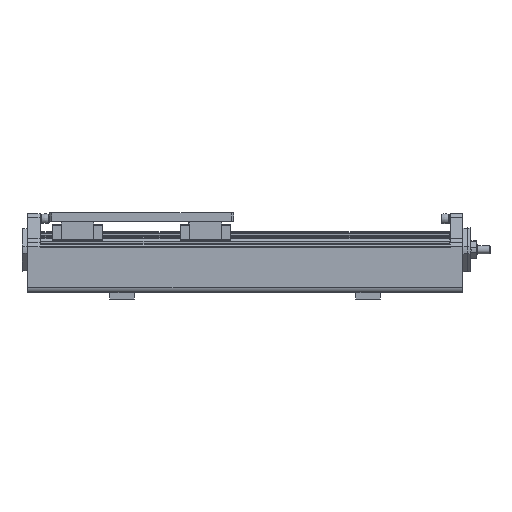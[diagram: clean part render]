
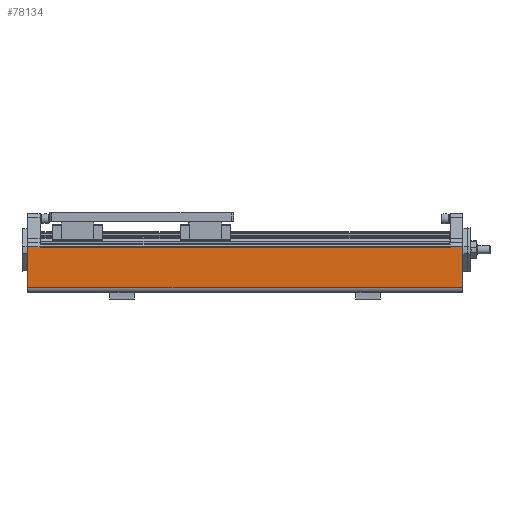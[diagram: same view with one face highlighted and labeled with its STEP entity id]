
A CAD part, left-side view. The second image highlights one B-rep face of the part: STEP entity #78134.
In plain terms, the highlighted planar face has unit normal (-1, 0, 0).
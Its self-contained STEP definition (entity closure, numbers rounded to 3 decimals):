
#4007=CARTESIAN_POINT('',(31.994,485.,90.532));
#4008=VERTEX_POINT('',#4007);
#4015=CARTESIAN_POINT('',(31.994,485.,40.532));
#4016=VERTEX_POINT('',#4015);
#4017=CARTESIAN_POINT('',(31.994,485.,40.532));
#4018=DIRECTION('',(0.0,0.0,1.0));
#4019=VECTOR('',#4018,50.);
#4020=LINE('',#4017,#4019);
#4021=EDGE_CURVE('',#4016,#4008,#4020,.T.);
#5663=CARTESIAN_POINT('',(31.994,1015.,90.532));
#5664=VERTEX_POINT('',#5663);
#5780=CARTESIAN_POINT('',(31.994,1015.,40.532));
#5781=VERTEX_POINT('',#5780);
#5789=CARTESIAN_POINT('',(31.994,1015.,90.532));
#5790=DIRECTION('',(0.0,0.0,-1.0));
#5791=VECTOR('',#5790,50.);
#5792=LINE('',#5789,#5791);
#5793=EDGE_CURVE('',#5664,#5781,#5792,.T.);
#6358=CARTESIAN_POINT('',(31.994,500.,89.732));
#6359=VERTEX_POINT('',#6358);
#6369=CARTESIAN_POINT('',(31.994,500.,90.532));
#6370=VERTEX_POINT('',#6369);
#6371=CARTESIAN_POINT('',(31.994,500.,90.532));
#6372=DIRECTION('',(0.,0.,-1.0));
#6373=VECTOR('',#6372,0.8);
#6374=LINE('',#6371,#6373);
#6375=EDGE_CURVE('',#6370,#6359,#6374,.T.);
#73103=CARTESIAN_POINT('',(31.994,1000.,89.732));
#73104=VERTEX_POINT('',#73103);
#73112=CARTESIAN_POINT('',(31.994,1000.,90.532));
#73113=VERTEX_POINT('',#73112);
#73120=CARTESIAN_POINT('',(31.994,1000.,89.732));
#73121=DIRECTION('',(0.,0.0,1.0));
#73122=VECTOR('',#73121,0.8);
#73123=LINE('',#73120,#73122);
#73124=EDGE_CURVE('',#73104,#73113,#73123,.T.);
#77151=CARTESIAN_POINT('',(31.994,500.,90.532));
#77152=DIRECTION('',(0.0,-1.0,0.0));
#77153=VECTOR('',#77152,15.0);
#77154=LINE('',#77151,#77153);
#77155=EDGE_CURVE('',#6370,#4008,#77154,.T.);
#77176=CARTESIAN_POINT('',(31.994,1015.,90.532));
#77177=DIRECTION('',(0.0,-1.0,0.0));
#77178=VECTOR('',#77177,15.0);
#77179=LINE('',#77176,#77178);
#77180=EDGE_CURVE('',#5664,#73113,#77179,.T.);
#77210=CARTESIAN_POINT('',(31.994,1000.,89.732));
#77211=DIRECTION('',(0.0,-1.0,0.0));
#77212=VECTOR('',#77211,500.0);
#77213=LINE('',#77210,#77212);
#77214=EDGE_CURVE('',#73104,#6359,#77213,.T.);
#78114=CARTESIAN_POINT('',(31.994,1002.5,34.532));
#78115=DIRECTION('',(-1.0,0.0,0.0));
#78116=DIRECTION('',(0.0,-1.0,0.0));
#78117=AXIS2_PLACEMENT_3D('',#78114,#78115,#78116);
#78118=PLANE('',#78117);
#78119=CARTESIAN_POINT('',(31.994,485.,40.532));
#78120=DIRECTION('',(0.0,1.0,0.0));
#78121=VECTOR('',#78120,530.);
#78122=LINE('',#78119,#78121);
#78123=EDGE_CURVE('',#4016,#5781,#78122,.T.);
#78124=ORIENTED_EDGE('',*,*,#78123,.F.);
#78125=ORIENTED_EDGE('',*,*,#4021,.T.);
#78126=ORIENTED_EDGE('',*,*,#77155,.F.);
#78127=ORIENTED_EDGE('',*,*,#6375,.T.);
#78128=ORIENTED_EDGE('',*,*,#77214,.F.);
#78129=ORIENTED_EDGE('',*,*,#73124,.T.);
#78130=ORIENTED_EDGE('',*,*,#77180,.F.);
#78131=ORIENTED_EDGE('',*,*,#5793,.T.);
#78132=EDGE_LOOP('',(#78124,#78125,#78126,#78127,#78128,#78129,#78130,#78131));
#78133=FACE_OUTER_BOUND('',#78132,.T.);
#78134=ADVANCED_FACE('',(#78133),#78118,.T.);
